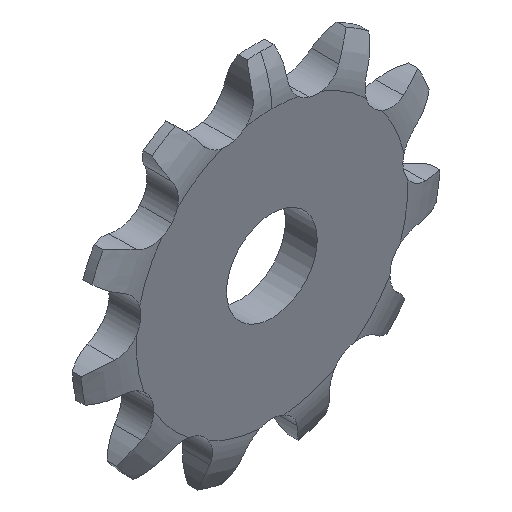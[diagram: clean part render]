
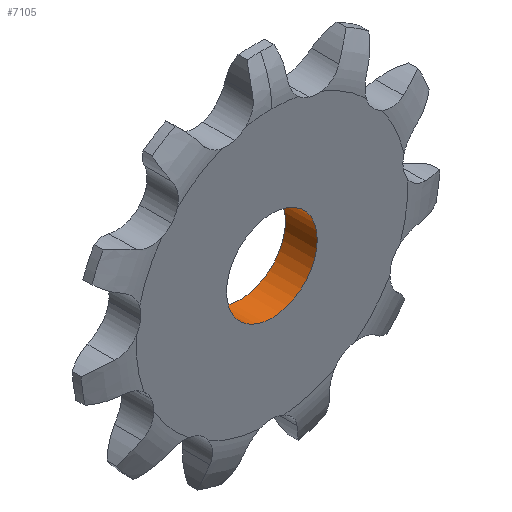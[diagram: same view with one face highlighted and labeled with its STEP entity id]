
A CAD part, isometric view. The second image highlights one B-rep face of the part: STEP entity #7105.
In plain terms, the highlighted cylindrical face has radius 4 mm (diameter 8 mm), a full revolution.
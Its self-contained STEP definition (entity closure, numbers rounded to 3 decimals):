
#45 = PLANE('',#46);
#46 = AXIS2_PLACEMENT_3D('',#47,#48,#49);
#47 = CARTESIAN_POINT('',(0.,0.,
    0.));
#48 = DIRECTION('',(0.,1.,0.));
#49 = DIRECTION('',(0.,0.,-1.));
#236 = PLANE('',#237);
#237 = AXIS2_PLACEMENT_3D('',#238,#239,#240);
#238 = CARTESIAN_POINT('',(0.,-2.8,0.)
  );
#239 = DIRECTION('',(0.,-1.,0.));
#240 = DIRECTION('',(0.,0.,1.));
#1401 = EDGE_CURVE('',#1402,#1402,#1404,.T.);
#1402 = VERTEX_POINT('',#1403);
#1403 = CARTESIAN_POINT('',(4.,0.,0.));
#1404 = SURFACE_CURVE('',#1405,(#1410,#1421),.PCURVE_S1.);
#1405 = CIRCLE('',#1406,4.);
#1406 = AXIS2_PLACEMENT_3D('',#1407,#1408,#1409);
#1407 = CARTESIAN_POINT('',(0.,0.,0.));
#1408 = DIRECTION('',(0.,-1.,0.));
#1409 = DIRECTION('',(1.,0.,0.));
#1410 = PCURVE('',#45,#1411);
#1411 = DEFINITIONAL_REPRESENTATION('',(#1412),#1420);
#1412 = ( BOUNDED_CURVE() B_SPLINE_CURVE(2,(#1413,#1414,#1415,#1416,
#1417,#1418,#1419),.UNSPECIFIED.,.T.,.F.) B_SPLINE_CURVE_WITH_KNOTS((1,2
    ,2,2,2,1),(-2.094,0.,2.094,4.189,
6.283,8.378),.UNSPECIFIED.) CURVE() 
GEOMETRIC_REPRESENTATION_ITEM() RATIONAL_B_SPLINE_CURVE((1.,0.5,1.,0.5,
1.,0.5,1.)) REPRESENTATION_ITEM('') );
#1413 = CARTESIAN_POINT('',(0.,-4.));
#1414 = CARTESIAN_POINT('',(-6.928,-4.));
#1415 = CARTESIAN_POINT('',(-3.464,2.));
#1416 = CARTESIAN_POINT('',(0.,8.));
#1417 = CARTESIAN_POINT('',(3.464,2.));
#1418 = CARTESIAN_POINT('',(6.928,-4.));
#1419 = CARTESIAN_POINT('',(0.,-4.));
#1420 = ( GEOMETRIC_REPRESENTATION_CONTEXT(2) 
PARAMETRIC_REPRESENTATION_CONTEXT() REPRESENTATION_CONTEXT('2D SPACE',''
  ) );
#1421 = PCURVE('',#1422,#1427);
#1422 = CYLINDRICAL_SURFACE('',#1423,4.);
#1423 = AXIS2_PLACEMENT_3D('',#1424,#1425,#1426);
#1424 = CARTESIAN_POINT('',(0.,0.,0.));
#1425 = DIRECTION('',(0.,1.,0.));
#1426 = DIRECTION('',(1.,0.,0.));
#1427 = DEFINITIONAL_REPRESENTATION('',(#1428),#1432);
#1428 = LINE('',#1429,#1430);
#1429 = CARTESIAN_POINT('',(-0.,0.));
#1430 = VECTOR('',#1431,1.);
#1431 = DIRECTION('',(-1.,0.));
#1432 = ( GEOMETRIC_REPRESENTATION_CONTEXT(2) 
PARAMETRIC_REPRESENTATION_CONTEXT() REPRESENTATION_CONTEXT('2D SPACE',''
  ) );
#2473 = EDGE_CURVE('',#2474,#2474,#2476,.T.);
#2474 = VERTEX_POINT('',#2475);
#2475 = CARTESIAN_POINT('',(4.,-2.8,0.));
#2476 = SURFACE_CURVE('',#2477,(#2482,#2493),.PCURVE_S1.);
#2477 = CIRCLE('',#2478,4.);
#2478 = AXIS2_PLACEMENT_3D('',#2479,#2480,#2481);
#2479 = CARTESIAN_POINT('',(0.,-2.8,0.));
#2480 = DIRECTION('',(-0.,1.,0.));
#2481 = DIRECTION('',(1.,0.,0.));
#2482 = PCURVE('',#236,#2483);
#2483 = DEFINITIONAL_REPRESENTATION('',(#2484),#2492);
#2484 = ( BOUNDED_CURVE() B_SPLINE_CURVE(2,(#2485,#2486,#2487,#2488,
#2489,#2490,#2491),.UNSPECIFIED.,.T.,.F.) B_SPLINE_CURVE_WITH_KNOTS((1,2
    ,2,2,2,1),(-2.094,0.,2.094,4.189,
6.283,8.378),.UNSPECIFIED.) CURVE() 
GEOMETRIC_REPRESENTATION_ITEM() RATIONAL_B_SPLINE_CURVE((1.,0.5,1.,0.5,
1.,0.5,1.)) REPRESENTATION_ITEM('') );
#2485 = CARTESIAN_POINT('',(0.,-4.));
#2486 = CARTESIAN_POINT('',(-6.928,-4.));
#2487 = CARTESIAN_POINT('',(-3.464,2.));
#2488 = CARTESIAN_POINT('',(0.,8.));
#2489 = CARTESIAN_POINT('',(3.464,2.));
#2490 = CARTESIAN_POINT('',(6.928,-4.));
#2491 = CARTESIAN_POINT('',(0.,-4.));
#2492 = ( GEOMETRIC_REPRESENTATION_CONTEXT(2) 
PARAMETRIC_REPRESENTATION_CONTEXT() REPRESENTATION_CONTEXT('2D SPACE',''
  ) );
#2493 = PCURVE('',#1422,#2494);
#2494 = DEFINITIONAL_REPRESENTATION('',(#2495),#2499);
#2495 = LINE('',#2496,#2497);
#2496 = CARTESIAN_POINT('',(-6.283,-2.8));
#2497 = VECTOR('',#2498,1.);
#2498 = DIRECTION('',(1.,-0.));
#2499 = ( GEOMETRIC_REPRESENTATION_CONTEXT(2) 
PARAMETRIC_REPRESENTATION_CONTEXT() REPRESENTATION_CONTEXT('2D SPACE',''
  ) );
#7105 = ADVANCED_FACE('',(#7106),#1422,.F.);
#7106 = FACE_BOUND('',#7107,.T.);
#7107 = EDGE_LOOP('',(#7108,#7109,#7130,#7131));
#7108 = ORIENTED_EDGE('',*,*,#1401,.F.);
#7109 = ORIENTED_EDGE('',*,*,#7110,.T.);
#7110 = EDGE_CURVE('',#1402,#2474,#7111,.T.);
#7111 = SEAM_CURVE('',#7112,(#7116,#7123),.PCURVE_S1.);
#7112 = LINE('',#7113,#7114);
#7113 = CARTESIAN_POINT('',(4.,0.,0.));
#7114 = VECTOR('',#7115,1.);
#7115 = DIRECTION('',(0.,-1.,0.));
#7116 = PCURVE('',#1422,#7117);
#7117 = DEFINITIONAL_REPRESENTATION('',(#7118),#7122);
#7118 = LINE('',#7119,#7120);
#7119 = CARTESIAN_POINT('',(-6.283,0.));
#7120 = VECTOR('',#7121,1.);
#7121 = DIRECTION('',(-0.,-1.));
#7122 = ( GEOMETRIC_REPRESENTATION_CONTEXT(2) 
PARAMETRIC_REPRESENTATION_CONTEXT() REPRESENTATION_CONTEXT('2D SPACE',''
  ) );
#7123 = PCURVE('',#1422,#7124);
#7124 = DEFINITIONAL_REPRESENTATION('',(#7125),#7129);
#7125 = LINE('',#7126,#7127);
#7126 = CARTESIAN_POINT('',(-0.,0.));
#7127 = VECTOR('',#7128,1.);
#7128 = DIRECTION('',(-0.,-1.));
#7129 = ( GEOMETRIC_REPRESENTATION_CONTEXT(2) 
PARAMETRIC_REPRESENTATION_CONTEXT() REPRESENTATION_CONTEXT('2D SPACE',''
  ) );
#7130 = ORIENTED_EDGE('',*,*,#2473,.F.);
#7131 = ORIENTED_EDGE('',*,*,#7110,.F.);
